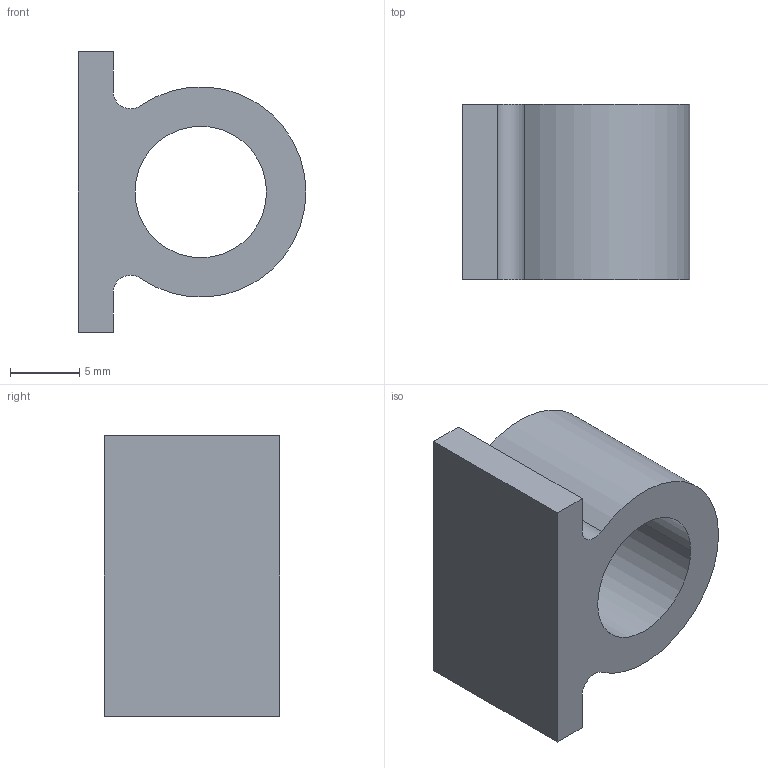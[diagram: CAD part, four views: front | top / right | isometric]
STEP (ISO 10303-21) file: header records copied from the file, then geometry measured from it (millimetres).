
FILE_DESCRIPTION(('produced by SPATIAL CORP'),'2;1');
FILE_NAME('support.prt.hh.sat.stp','2002-04-19T13:37:11+00:00',('SPATIAL CORP'),('SPATIAL CORP'), 'ACIS STEP Husk','http://www.spatial.com','SPATIAL CORP');
FILE_SCHEMA(('CONFIG_CONTROL_DESIGN'));
Length unit declared in the file: millimetre
Products named in the file (1): PRODUCT_ID_1
Bounding box: 16.51 x 12.7 x 20.32 mm (x, y, z)
Volume: 2018.8 mm3; surface area: 1585.3 mm2
Topology: 1 solids, 1 shells, 13 faces, 33 edges, 22 vertices
Faces by surface type: plane 7, cylinder 6
Entity records: 473 total; most frequent: ORIENTED_EDGE 66, CARTESIAN_POINT 65, DIRECTION 65, EDGE_CURVE 33, VERTEX_POINT 22, AXIS2_PLACEMENT_3D 22, VECTOR 21, LINE 21
